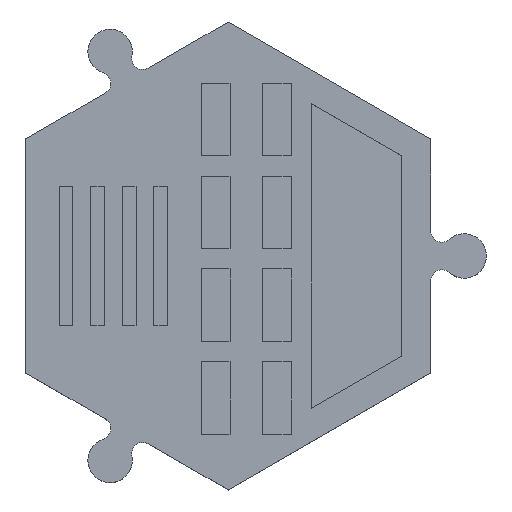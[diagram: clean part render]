
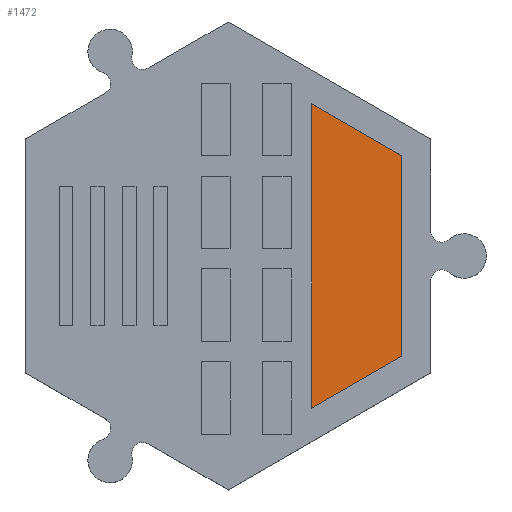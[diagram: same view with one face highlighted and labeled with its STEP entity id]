
A CAD part, top view. The second image highlights one B-rep face of the part: STEP entity #1472.
In plain terms, the highlighted planar face has unit normal (0, 0, 1).
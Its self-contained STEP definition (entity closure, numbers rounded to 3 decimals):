
#59=FACE_OUTER_BOUND('',#144,.T.);
#144=EDGE_LOOP('',(#988,#989,#990,#991));
#240=LINE('',#2078,#432);
#244=LINE('',#2085,#436);
#247=LINE('',#2091,#439);
#249=LINE('',#2094,#441);
#432=VECTOR('',#1676,10.);
#436=VECTOR('',#1682,10.);
#439=VECTOR('',#1687,10.);
#441=VECTOR('',#1691,10.);
#624=VERTEX_POINT('',#2075);
#625=VERTEX_POINT('',#2077);
#627=VERTEX_POINT('',#2083);
#629=VERTEX_POINT('',#2089);
#764=EDGE_CURVE('',#624,#625,#240,.T.);
#768=EDGE_CURVE('',#627,#624,#244,.T.);
#771=EDGE_CURVE('',#629,#627,#247,.T.);
#773=EDGE_CURVE('',#625,#629,#249,.T.);
#988=ORIENTED_EDGE('',*,*,#773,.F.);
#989=ORIENTED_EDGE('',*,*,#764,.F.);
#990=ORIENTED_EDGE('',*,*,#768,.F.);
#991=ORIENTED_EDGE('',*,*,#771,.F.);
#1396=PLANE('',#1571);
#1472=ADVANCED_FACE('',(#59),#1396,.F.);
#1571=AXIS2_PLACEMENT_3D('',#2095,#1692,#1693);
#1676=DIRECTION('',(-0.866,-0.5,0.));
#1682=DIRECTION('',(0.,-1.,0.));
#1687=DIRECTION('',(0.866,-0.5,0.));
#1691=DIRECTION('',(0.,1.,0.));
#1692=DIRECTION('center_axis',(0.,0.,-1.));
#1693=DIRECTION('ref_axis',(-1.,0.,0.));
#2075=CARTESIAN_POINT('',(31.177,-18.,5.2));
#2077=CARTESIAN_POINT('',(15.,-27.34,5.2));
#2078=CARTESIAN_POINT('',(15.,-27.34,5.2));
#2083=CARTESIAN_POINT('',(31.177,18.,5.2));
#2085=CARTESIAN_POINT('',(31.177,-18.,5.2));
#2089=CARTESIAN_POINT('',(15.,27.34,5.2));
#2091=CARTESIAN_POINT('',(31.177,18.,5.2));
#2094=CARTESIAN_POINT('',(15.,27.34,5.2));
#2095=CARTESIAN_POINT('Origin',(23.088,0.,5.2));
